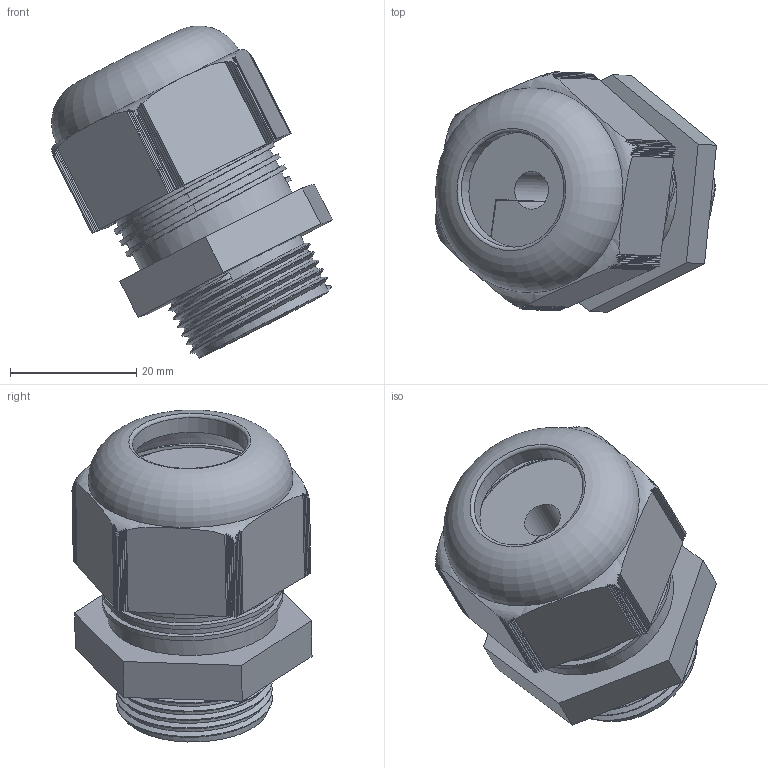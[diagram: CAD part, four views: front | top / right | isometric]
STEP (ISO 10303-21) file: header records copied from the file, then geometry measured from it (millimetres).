
FILE_DESCRIPTION(/* description */ (''),/* implementation_level */ '2;1');
FILE_NAME(/* name */ '11580525-RST.stp',/* time_stamp */ '2020-01-06T15:29:40+01:00',/* author */ ('sl'),/* organization */ (''),/* preprocessor_version */ 'ST-DEVELOPER v16.5',/* originating_system */ 'Autodesk Inventor 2017',/* authorisation */ '');
FILE_SCHEMA (('AUTOMOTIVE_DESIGN { 1 0 10303 214 3 1 1 }'));
Length unit declared in the file: millimetre
Products named in the file (4): Euro-Top-Connect-02-BG-0001-11580525; -05621600; 11080525; 11080525_1
Assembly tree (3 placements, depth 2):
  Euro-Top-Connect-02-BG-0001-11580525
    -05621600
    11080525
    11080525_1
Bounding box: 44.51 x 38.05 x 52.62 mm (x, y, z)
Volume: 22209.2 mm3; surface area: 17199.5 mm2
Topology: 3 solids, 3 shells, 341 faces, 953 edges, 621 vertices
Faces by surface type: plane 259, cylinder 52, torus 22, bspline 6, cone 2
Full cylindrical faces by diameter (mm): 18.29 x1, 18.65 x1, 22.65 x1, 23.2 x6, 23.3 x1, 26.5 x1, 27 x4, 29.12 x8
Entity records: 14059 total; most frequent: CARTESIAN_POINT 5606, ORIENTED_EDGE 1764, DIRECTION 1748, EDGE_CURVE 882, AXIS2_PLACEMENT_3D 604, VERTEX_POINT 582, LINE 540, VECTOR 540
